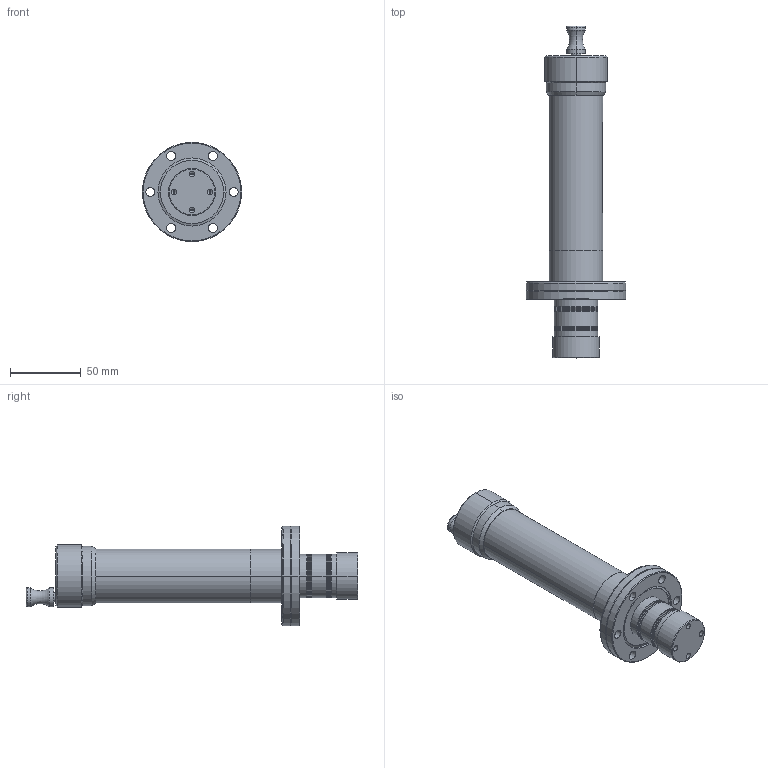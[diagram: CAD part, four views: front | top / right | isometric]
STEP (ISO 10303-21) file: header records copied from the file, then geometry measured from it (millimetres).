
FILE_DESCRIPTION((''),'2;1');
FILE_NAME('ZLDS250','2012-01-17T',('graeme.farley'),(''),'PRO/ENGINEER BY PARAMETRIC TECHNOLOGY CORPORATION, 2010140','PRO/ENGINEER BY PARAMETRIC TECHNOLOGY CORPORATION, 2010140','');
FILE_SCHEMA(('CONFIG_CONTROL_DESIGN'));
Length unit declared in the file: millimetre
Products named in the file (1): ZLDS250
Bounding box: 70 x 234 x 70 mm (x, y, z)
Volume: 266494.7 mm3; surface area: 40542.8 mm2
Topology: 1 solids, 1 shells, 158 faces, 361 edges, 210 vertices
Faces by surface type: cone 68, cylinder 64, plane 22, torus 4
Entity records: 4459 total; most frequent: DIRECTION 851, CARTESIAN_POINT 751, ORIENTED_EDGE 706, EDGE_CURVE 353, AXIS2_PLACEMENT_3D 344, VERTEX_POINT 210, CIRCLE 186, EDGE_LOOP 183
